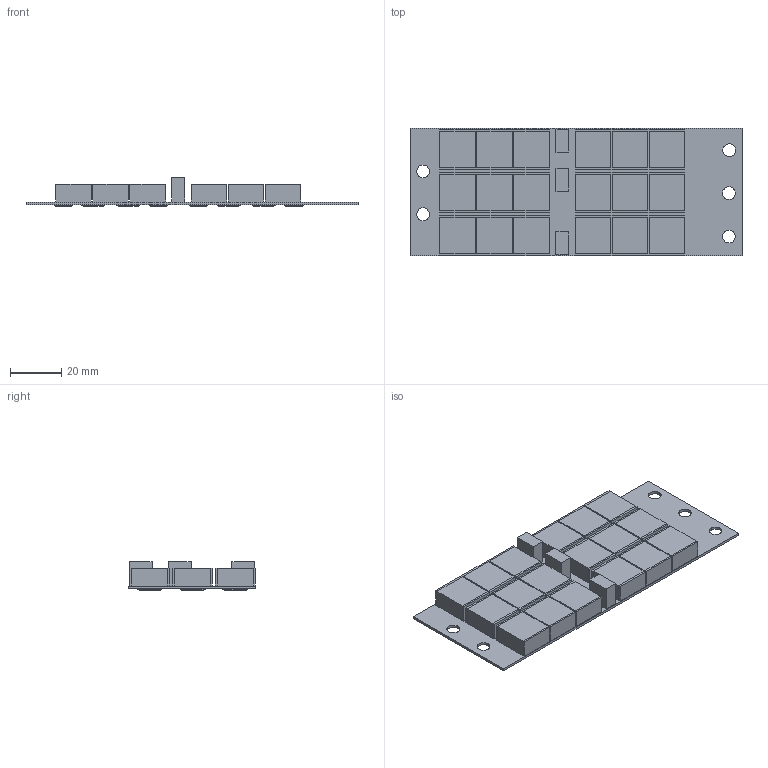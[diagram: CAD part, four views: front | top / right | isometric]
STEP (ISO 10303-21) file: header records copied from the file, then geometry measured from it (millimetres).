
FILE_DESCRIPTION(/* description */ (''),/* implementation_level */ '2;1');
FILE_NAME(/* name */ 'Power_PCB.stp',/* time_stamp */ '2015-06-05T18:59:58+02:00',/* author */ ('Yann'),/* organization */ (''),/* preprocessor_version */ 'ST-DEVELOPER v16.1',/* originating_system */ 'Autodesk Inventor 2016',/* authorisation */ '');
FILE_SCHEMA (('AUTOMOTIVE_DESIGN { 1 0 10303 214 3 1 1 }'));
Length unit declared in the file: millimetre
Products named in the file (65): Board; Extruded; 773249680; Extruded_1; 773249424; C1; C2; C3; C4; C5; C6; C7; C8; C9; C10; C11; C12; C13; C14; C15; C16; C17; C18; Extruded_2; 773249552; Extruded_3; 773249168; Q1; Q2; Q3; Q4; Extruded_4; 773249040; Extruded_5; 773248912; Q5; Extruded_6; 773248784; Q6; Q7 ...
Assembly tree (160 placements, depth 4):
  Power_PCB
    Board
    C1
      773249680  x2
        Extruded
      773249424
        Extruded_1
    C2
      773249680  x2
        Extruded
      773249424
        Extruded_1
    C3
      773249680  x2
        Extruded
      773249424
        Extruded_1
    C4
      773249680  x2
        Extruded
      773249424
        Extruded_1
    C5
      773249680  x2
        Extruded
      773249424
        Extruded_1
    C6
      773249680  x2
        Extruded
      773249424
        Extruded_1
    C7
      773249680  x2
        Extruded
      773249424
        Extruded_1
    C8
      773249680  x2
        Extruded
      773249424
        Extruded_1
    C9
      773249680  x2
        Extruded
      773249424
        Extruded_1
    C10
      773249680  x2
        Extruded
      773249424
        Extruded_1
    C11
      773249680  x2
        Extruded
      773249424
        Extruded_1
    C12
      773249680  x2
        Extruded
Bounding box: 130 x 50 x 11.3 mm (x, y, z)
Volume: 36306.3 mm3; surface area: 42789.7 mm2
Topology: 106 solids, 106 shells, 641 faces, 1287 edges, 858 vertices
Faces by surface type: plane 636, cylinder 5
Full cylindrical faces by diameter (mm): 5 x5
Entity records: 3845 total; most frequent: DIRECTION 720, CARTESIAN_POINT 510, AXIS2_PLACEMENT_3D 300, ORIENTED_EDGE 260, PRODUCT_DEFINITION_SHAPE 225, ITEM_DEFINED_TRANSFORMATION 160, CONTEXT_DEPENDENT_SHAPE_REPRESENTATION 160, NEXT_ASSEMBLY_USAGE_OCCURRENCE 160
